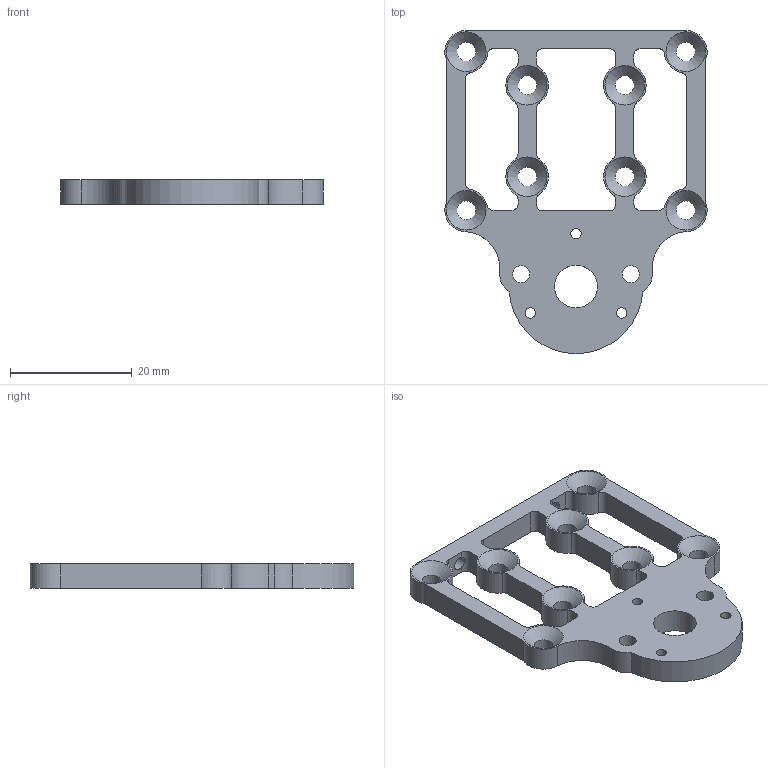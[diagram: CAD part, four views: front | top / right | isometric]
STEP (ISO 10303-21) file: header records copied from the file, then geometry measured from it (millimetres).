
FILE_DESCRIPTION(('FreeCAD Model'),'2;1');
FILE_NAME('Open CASCADE Shape Model','2024-12-02T22:05:19',('Author'),( ''),'Open CASCADE STEP processor 7.8','FreeCAD','Unknown');
FILE_SCHEMA(('AUTOMOTIVE_DESIGN { 1 0 10303 214 1 1 1 1 }'));
Length unit declared in the file: millimetre
Products named in the file (1): Pocket
Bounding box: 42.99 x 53 x 4 mm (x, y, z)
Volume: 3872.7 mm3; surface area: 4097.7 mm2
Topology: 1 solids, 1 shells, 105 faces, 305 edges, 200 vertices
Faces by surface type: cylinder 66, plane 27, cone 10, bspline 2
Full cylindrical faces by diameter (mm): 1.7 x3, 2.3 x2, 2.8 x2, 3.1 x8, 7 x1
Entity records: 3866 total; most frequent: CARTESIAN_POINT 887, DIRECTION 645, ORIENTED_EDGE 610, EDGE_CURVE 305, AXIS2_PLACEMENT_3D 247, VERTEX_POINT 200, LINE 151, VECTOR 151
